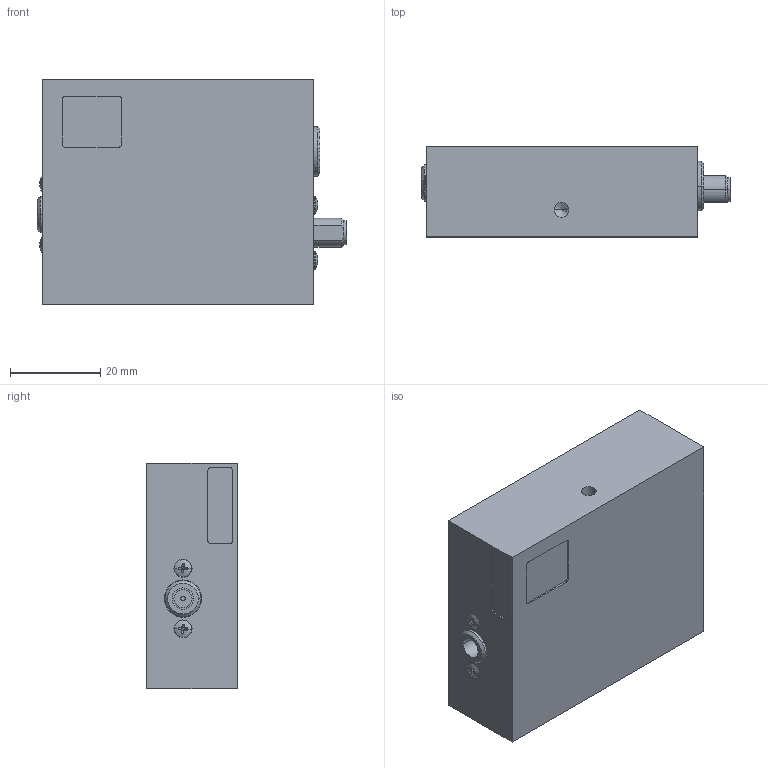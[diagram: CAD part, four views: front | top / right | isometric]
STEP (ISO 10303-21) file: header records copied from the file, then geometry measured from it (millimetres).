
FILE_DESCRIPTION (( 'STEP AP214' ), '1' );
FILE_NAME ('FPD510-FS-NIR_170721.STEP', '2017-07-21T13:20:44', ( '' ), ( '' ), 'SwSTEP 2.0', 'SolidWorks 2016', '' );
FILE_SCHEMA (( 'AUTOMOTIVE_DESIGN' ));
Length unit declared in the file: millimetre
Products named in the file (1): FPD510-FS-NIR_170721
Bounding box: 68.4 x 20 x 50 mm (x, y, z)
Volume: 38522.3 mm3; surface area: 28280.5 mm2
Topology: 22 solids, 22 shells, 1065 faces, 2526 edges, 1497 vertices
Faces by surface type: plane 455, cylinder 286, cone 276, torus 40, sphere 8
Entity records: 42146 total; most frequent: CARTESIAN_POINT 5555, DIRECTION 5480, ORIENTED_EDGE 4916, EDGE_CURVE 2458, AXIS2_PLACEMENT_3D 2132, VERTEX_POINT 1497, VECTOR 1216, LINE 1216
